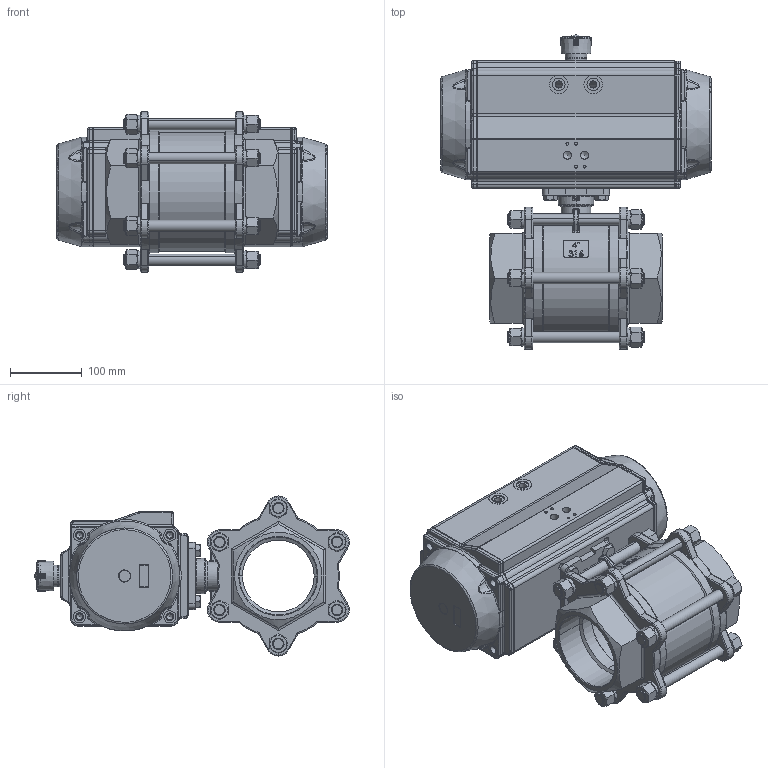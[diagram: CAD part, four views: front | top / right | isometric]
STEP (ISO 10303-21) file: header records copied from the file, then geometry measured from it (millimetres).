
FILE_DESCRIPTION(/* description */ ('Unknown'),/* implementation_level */ '2;1');
FILE_NAME(/* name */ 'PE08 9336-12',/* time_stamp */ '2025-01-20T13:47:41+01:00',/* author */ ('Unknown'),/* organization */ ('Unknown'),/* preprocessor_version */ 'ST-DEVELOPER v19.4',/* originating_system */ 'Solid Edge',/* authorisation */ 'Unknown');
FILE_SCHEMA (('AUTOMOTIVE_DESIGN {1 0 10303 214 3 1 1}'));
Length unit declared in the file: millimetre
Products named in the file (22): PE089336-12; 9336-12_oa_0; Spring lock washers--Normal type GB_GB_FASTENER_WASHER_SW 16; Hexagon nuts grade C GB_GB_FASTENER_NUT_SNC1 M16-N; MV-83-T(J)-DN100; MV-33-G(J)-DN100; MV-83-Z-DN100; MV-83-DD-DN100; MV-83-LM-DN100; MV-83-FS-DN100; MV-83-LZ-DN100; DIN 933 M10x25 A2-70 BLK_EDST; PD09_PE08; VTE140埴詰; vt140-2016-06-25; vt140左端盖（模具厂）_MIR; huosai140; VT140-03-C 陔粣; Optische Anzeige; ______; ________(___________; cup head nib bolts with large head gb_GB_FASTENER_BOLT_CHNBW M6X25-N
Assembly tree (57 placements, depth 4):
  PE089336-12
    9336-12_oa_0
      Spring lock washers--Normal type GB_GB_FASTENER_WASHER_SW 16  x12
      Hexagon nuts grade C GB_GB_FASTENER_NUT_SNC1 M16-N  x12
      MV-83-T(J)-DN100
      MV-33-G(J)-DN100  x2
      MV-83-Z-DN100
      MV-83-DD-DN100  x2
      MV-83-LM-DN100
      MV-83-FS-DN100
      MV-83-LZ-DN100  x6
    DIN 933 M10x25 A2-70 BLK_EDST  x4
    PD09_PE08
      VTE140埴詰
      vt140-2016-06-25
      vt140左端盖（模具厂）_MIR
      huosai140  x2
      VT140-03-C 陔粣
      Optische Anzeige
        ______
        ________(___________  x4
        cup head nib bolts with large head gb_GB_FASTENER_BOLT_CHNBW M6X25-N
Bounding box: 377 x 439.06 x 223.5 mm (x, y, z)
Volume: 6418921.6 mm3; surface area: 1309159 mm2
Topology: 54 solids, 54 shells, 3719 faces, 9135 edges, 5664 vertices
Faces by surface type: plane 1235, cylinder 1117, bspline 627, torus 363, cone 357, sphere 20
Full cylindrical faces by diameter (mm): 3 x16, 3.3 x8, 4.134 x8, 4.66 x1, 5 x1, 6 x1, 6.2 x1, 8 x1, 8.376 x12, 10 x4, 10.106 x6, 11.445 x2, 17 x8, 17.5 x2, 24.9 x1, 26 x3, 26.4 x1, 28.1 x1, 30 x5, 38.5 x1, 41 x1, 43 x2, 57 x1, 59 x1, 63 x4, 127 x2, 130.3 x2, 135 x2, 139 x6, 140 x1
Entity records: 123060 total; most frequent: CARTESIAN_POINT 63552, ORIENTED_EDGE 12936, DIRECTION 10735, EDGE_CURVE 6468, VERTEX_POINT 4149, AXIS2_PLACEMENT_3D 4146, FACE_BOUND 3183, EDGE_LOOP 3161
